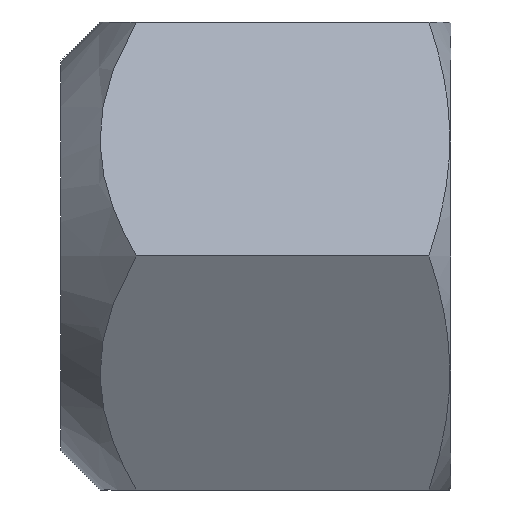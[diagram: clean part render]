
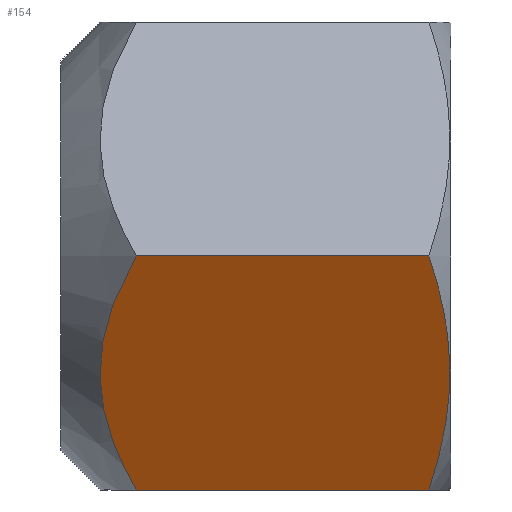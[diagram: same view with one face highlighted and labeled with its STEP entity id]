
A CAD part, left-side view. The second image highlights one B-rep face of the part: STEP entity #154.
In plain terms, the highlighted planar face has unit normal (-0.866, 0, -0.5).
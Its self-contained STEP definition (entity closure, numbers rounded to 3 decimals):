
#108 = DIRECTION ( 'NONE',  ( 0.5, 0., -0.866 ) ) ;
#109 = DIRECTION ( 'NONE',  ( 0.866, 0., 0.5 ) ) ;
#110 = CARTESIAN_POINT ( 'NONE',  ( -6.928, 20., -12. ) ) ;
#111 = AXIS2_PLACEMENT_3D ( 'NONE', #110, #109, #108 ) ;
#112 = PLANE ( 'NONE',  #111 ) ;
#113 = FACE_OUTER_BOUND ( 'NONE', #155, .T. ) ;
#114 = DIRECTION ( 'NONE',  ( 0., -1., 0. ) ) ;
#115 = VECTOR ( 'NONE', #114, 1000. ) ;
#116 = CARTESIAN_POINT ( 'NONE',  ( -6.928, 20., -12. ) ) ;
#117 = LINE ( 'NONE', #116, #115 ) ;
#124 = CARTESIAN_POINT ( 'NONE',  ( -6.928, 1.13, -12. ) ) ;
#151 = VERTEX_POINT ( 'NONE', #124 ) ;
#153 = EDGE_CURVE ( 'NONE', #226, #151, #117, .T. ) ;
#154 = ADVANCED_FACE ( 'NONE', ( #113 ), #112, .F. ) ;
#155 = EDGE_LOOP ( 'NONE', ( #156, #157, #205, #208 ) ) ;
#156 = ORIENTED_EDGE ( 'NONE', *, *, #233, .T. ) ;
#157 = ORIENTED_EDGE ( 'NONE', *, *, #153, .T. ) ;
#205 = ORIENTED_EDGE ( 'NONE', *, *, #206, .T. ) ;
#206 = EDGE_CURVE ( 'NONE', #151, #207, #473, .T. ) ;
#207 = VERTEX_POINT ( 'NONE', #472 ) ;
#208 = ORIENTED_EDGE ( 'NONE', *, *, #209, .F. ) ;
#209 = EDGE_CURVE ( 'NONE', #230, #207, #474, .T. ) ;
#226 = VERTEX_POINT ( 'NONE', #424 ) ;
#230 = VERTEX_POINT ( 'NONE', #409 ) ;
#233 = EDGE_CURVE ( 'NONE', #230, #226, #406, .T. ) ;
#392 = CARTESIAN_POINT ( 'NONE',  ( -6.928, 16.144, -12. ) ) ;
#393 = CARTESIAN_POINT ( 'NONE',  ( -7.473, 16.688, -11.057 ) ) ;
#394 = CARTESIAN_POINT ( 'NONE',  ( -8.033, 17.155, -10.086 ) ) ;
#395 = CARTESIAN_POINT ( 'NONE',  ( -9.206, 17.819, -8.055 ) ) ;
#396 = CARTESIAN_POINT ( 'NONE',  ( -9.8, 18.003, -7.025 ) ) ;
#397 = CARTESIAN_POINT ( 'NONE',  ( -10.707, 17.999, -5.454 ) ) ;
#398 = CARTESIAN_POINT ( 'NONE',  ( -11.014, 17.95, -4.923 ) ) ;
#399 = CARTESIAN_POINT ( 'NONE',  ( -11.61, 17.77, -3.891 ) ) ;
#400 = CARTESIAN_POINT ( 'NONE',  ( -11.902, 17.638, -3.386 ) ) ;
#401 = CARTESIAN_POINT ( 'NONE',  ( -12.762, 17.145, -1.896 ) ) ;
#402 = CARTESIAN_POINT ( 'NONE',  ( -13.315, 16.685, -0.938 ) ) ;
#403 = CARTESIAN_POINT ( 'NONE',  ( -13.856, 16.144, 0. ) ) ;
#406 = B_SPLINE_CURVE_WITH_KNOTS ( 'NONE', 3,
 ( #403, #402, #401, #400, #399, #398, #397, #396, #395, #394, #393, #392 ),
 .UNSPECIFIED., .F., .F.,
 ( 4, 2, 2, 2, 2, 4 ),
 ( 0., 0.004, 0.005, 0.007, 0.011, 0.014 ),
 .UNSPECIFIED. ) ;
#409 = CARTESIAN_POINT ( 'NONE',  ( -13.856, 16.144, 0. ) ) ;
#424 = CARTESIAN_POINT ( 'NONE',  ( -6.928, 16.144, -12. ) ) ;
#457 = DIRECTION ( 'NONE',  ( 0., -1., 0. ) ) ;
#458 = VECTOR ( 'NONE', #457, 1000. ) ;
#459 = CARTESIAN_POINT ( 'NONE',  ( -13.856, 20., 0. ) ) ;
#460 = CARTESIAN_POINT ( 'NONE',  ( -13.856, 1.13, 0. ) ) ;
#461 = CARTESIAN_POINT ( 'NONE',  ( -13.29, 0.803, -0.981 ) ) ;
#462 = CARTESIAN_POINT ( 'NONE',  ( -12.719, 0.533, -1.97 ) ) ;
#463 = CARTESIAN_POINT ( 'NONE',  ( -11.852, 0.253, -3.472 ) ) ;
#464 = CARTESIAN_POINT ( 'NONE',  ( -11.561, 0.18, -3.975 ) ) ;
#465 = CARTESIAN_POINT ( 'NONE',  ( -10.976, 0.082, -4.989 ) ) ;
#466 = CARTESIAN_POINT ( 'NONE',  ( -10.68, 0.057, -5.501 ) ) ;
#467 = CARTESIAN_POINT ( 'NONE',  ( -9.797, 0.058, -7.032 ) ) ;
#468 = CARTESIAN_POINT ( 'NONE',  ( -9.215, 0.161, -8.039 ) ) ;
#469 = CARTESIAN_POINT ( 'NONE',  ( -8.064, 0.534, -10.033 ) ) ;
#470 = CARTESIAN_POINT ( 'NONE',  ( -7.494, 0.803, -11.02 ) ) ;
#471 = CARTESIAN_POINT ( 'NONE',  ( -6.928, 1.13, -12. ) ) ;
#472 = CARTESIAN_POINT ( 'NONE',  ( -13.856, 1.13, 0. ) ) ;
#473 = B_SPLINE_CURVE_WITH_KNOTS ( 'NONE', 3,
 ( #471, #470, #469, #468, #467, #466, #465, #464, #463, #462, #461, #460 ),
 .UNSPECIFIED., .F., .F.,
 ( 4, 2, 2, 2, 2, 4 ),
 ( 0., 0.003, 0.007, 0.009, 0.01, 0.014 ),
 .UNSPECIFIED. ) ;
#474 = LINE ( 'NONE', #459, #458 ) ;
